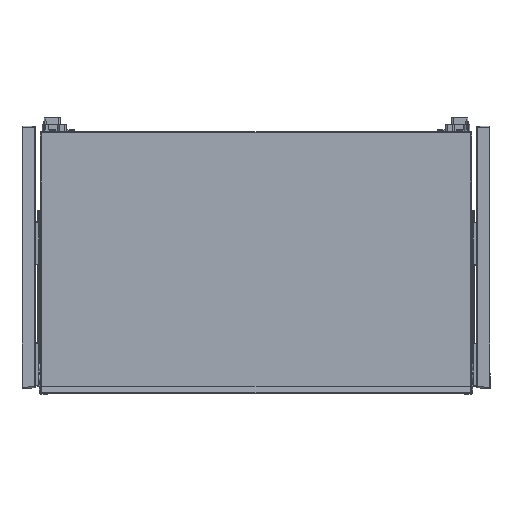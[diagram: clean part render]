
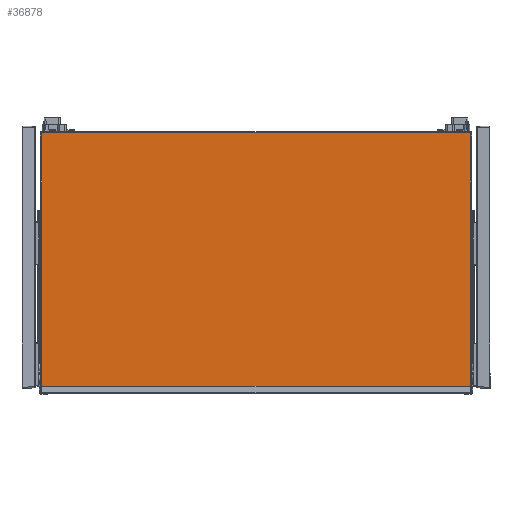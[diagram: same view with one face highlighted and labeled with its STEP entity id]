
A CAD part, top view. The second image highlights one B-rep face of the part: STEP entity #36878.
In plain terms, the highlighted planar face has unit normal (0, 0, 1).
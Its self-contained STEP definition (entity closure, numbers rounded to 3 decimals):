
#1159=PLANE('',#39389);
#2771=FACE_OUTER_BOUND('',#4853,.T.);
#4853=EDGE_LOOP('',(#27977,#27978,#27979,#27980,#27981,#27982,#27983,#27984,
#27985,#27986,#27987,#27988,#27989,#27990));
#6729=LINE('',#52535,#11065);
#6751=LINE('',#52582,#11087);
#7886=LINE('',#57380,#12222);
#7889=LINE('',#57386,#12225);
#7890=LINE('',#57389,#12226);
#7892=LINE('',#57393,#12228);
#7896=LINE('',#57405,#12232);
#7897=LINE('',#57407,#12233);
#7898=LINE('',#57409,#12234);
#7899=LINE('',#57410,#12235);
#7900=LINE('',#57412,#12236);
#7901=LINE('',#57413,#12237);
#11065=VECTOR('',#42176,10.);
#11087=VECTOR('',#42208,10.);
#12222=VECTOR('',#44383,10.);
#12225=VECTOR('',#44388,10.);
#12226=VECTOR('',#44391,10.);
#12228=VECTOR('',#44395,10.);
#12232=VECTOR('',#44415,10.);
#12233=VECTOR('',#44418,10.);
#12234=VECTOR('',#44419,10.);
#12235=VECTOR('',#44420,10.);
#12236=VECTOR('',#44421,10.);
#12237=VECTOR('',#44422,10.);
#15339=CIRCLE('',#38850,1.);
#15342=CIRCLE('',#38856,1.);
#16364=VERTEX_POINT('',#52522);
#16365=VERTEX_POINT('',#52523);
#16369=VERTEX_POINT('',#52533);
#16387=VERTEX_POINT('',#52574);
#16388=VERTEX_POINT('',#52575);
#16389=VERTEX_POINT('',#52580);
#17265=VERTEX_POINT('',#57376);
#17266=VERTEX_POINT('',#57378);
#17267=VERTEX_POINT('',#57382);
#17268=VERTEX_POINT('',#57384);
#17269=VERTEX_POINT('',#57388);
#17270=VERTEX_POINT('',#57392);
#17271=VERTEX_POINT('',#57408);
#17272=VERTEX_POINT('',#57411);
#19933=EDGE_CURVE('',#16364,#16365,#15339,.T.);
#19939=EDGE_CURVE('',#16369,#16364,#6729,.T.);
#19959=EDGE_CURVE('',#16387,#16388,#15342,.T.);
#19963=EDGE_CURVE('',#16389,#16387,#6751,.T.);
#21247=EDGE_CURVE('',#17266,#17265,#7886,.T.);
#21250=EDGE_CURVE('',#17268,#17267,#7889,.T.);
#21251=EDGE_CURVE('',#17269,#16388,#7890,.T.);
#21253=EDGE_CURVE('',#16365,#17270,#7892,.T.);
#21261=EDGE_CURVE('',#17270,#16389,#7896,.T.);
#21262=EDGE_CURVE('',#17265,#16369,#7897,.T.);
#21263=EDGE_CURVE('',#17271,#17266,#7898,.T.);
#21264=EDGE_CURVE('',#17271,#17267,#7899,.T.);
#21265=EDGE_CURVE('',#17272,#17268,#7900,.T.);
#21266=EDGE_CURVE('',#17272,#17269,#7901,.T.);
#27977=ORIENTED_EDGE('',*,*,#19933,.F.);
#27978=ORIENTED_EDGE('',*,*,#19939,.F.);
#27979=ORIENTED_EDGE('',*,*,#21262,.F.);
#27980=ORIENTED_EDGE('',*,*,#21247,.F.);
#27981=ORIENTED_EDGE('',*,*,#21263,.F.);
#27982=ORIENTED_EDGE('',*,*,#21264,.T.);
#27983=ORIENTED_EDGE('',*,*,#21250,.F.);
#27984=ORIENTED_EDGE('',*,*,#21265,.F.);
#27985=ORIENTED_EDGE('',*,*,#21266,.T.);
#27986=ORIENTED_EDGE('',*,*,#21251,.T.);
#27987=ORIENTED_EDGE('',*,*,#19959,.F.);
#27988=ORIENTED_EDGE('',*,*,#19963,.F.);
#27989=ORIENTED_EDGE('',*,*,#21261,.F.);
#27990=ORIENTED_EDGE('',*,*,#21253,.F.);
#36878=ADVANCED_FACE('',(#2771),#1159,.T.);
#38850=AXIS2_PLACEMENT_3D('',#52524,#42166,#42167);
#38856=AXIS2_PLACEMENT_3D('',#52576,#42201,#42202);
#39389=AXIS2_PLACEMENT_3D('',#57406,#44416,#44417);
#42166=DIRECTION('center_axis',(0.,0.,-1.));
#42167=DIRECTION('ref_axis',(-0.707,0.707,0.));
#42176=DIRECTION('',(0.,1.,0.));
#42201=DIRECTION('center_axis',(0.,0.,-1.));
#42202=DIRECTION('ref_axis',(0.707,0.707,0.));
#42208=DIRECTION('',(1.,0.,0.));
#44383=DIRECTION('',(-1.,0.,0.));
#44388=DIRECTION('',(0.,-1.,0.));
#44391=DIRECTION('',(0.,1.,0.));
#44395=DIRECTION('',(1.,0.,0.));
#44415=DIRECTION('',(1.,0.,0.));
#44416=DIRECTION('center_axis',(0.,0.,1.));
#44417=DIRECTION('ref_axis',(1.,0.,0.));
#44418=DIRECTION('',(0.,1.,0.));
#44419=DIRECTION('',(0.,1.,0.));
#44420=DIRECTION('',(1.,0.,0.));
#44421=DIRECTION('',(-1.,0.,0.));
#44422=DIRECTION('',(0.,1.,0.));
#52522=CARTESIAN_POINT('',(-397.75,483.35,1.25));
#52523=CARTESIAN_POINT('',(-396.75,484.35,1.25));
#52524=CARTESIAN_POINT('Origin',(-396.75,483.35,1.25));
#52533=CARTESIAN_POINT('',(-397.75,471.65,1.25));
#52535=CARTESIAN_POINT('',(-397.75,471.65,1.25));
#52574=CARTESIAN_POINT('',(396.75,484.35,1.25));
#52575=CARTESIAN_POINT('',(397.75,483.35,1.25));
#52576=CARTESIAN_POINT('Origin',(396.75,483.35,1.25));
#52580=CARTESIAN_POINT('',(390.05,484.35,1.25));
#52582=CARTESIAN_POINT('',(390.05,484.35,1.25));
#57376=CARTESIAN_POINT('',(-397.75,13.65,1.25));
#57378=CARTESIAN_POINT('',(-385.05,13.65,1.25));
#57380=CARTESIAN_POINT('',(-385.05,13.65,1.25));
#57382=CARTESIAN_POINT('',(385.05,12.4,1.25));
#57384=CARTESIAN_POINT('',(385.05,13.65,1.25));
#57386=CARTESIAN_POINT('',(385.05,13.65,1.25));
#57388=CARTESIAN_POINT('',(397.75,471.65,1.25));
#57389=CARTESIAN_POINT('',(397.75,131.012,1.25));
#57392=CARTESIAN_POINT('',(-390.05,484.35,1.25));
#57393=CARTESIAN_POINT('',(390.05,484.35,1.25));
#57405=CARTESIAN_POINT('',(390.05,484.35,1.25));
#57406=CARTESIAN_POINT('Origin',(0.,248.375,
1.25));
#57407=CARTESIAN_POINT('',(-397.75,471.65,1.25));
#57408=CARTESIAN_POINT('',(-385.05,12.4,1.25));
#57409=CARTESIAN_POINT('',(-385.05,9.9,1.25));
#57410=CARTESIAN_POINT('',(192.525,12.4,1.25));
#57411=CARTESIAN_POINT('',(397.75,13.65,1.25));
#57412=CARTESIAN_POINT('',(400.25,13.65,1.25));
#57413=CARTESIAN_POINT('',(397.75,131.012,1.25));
